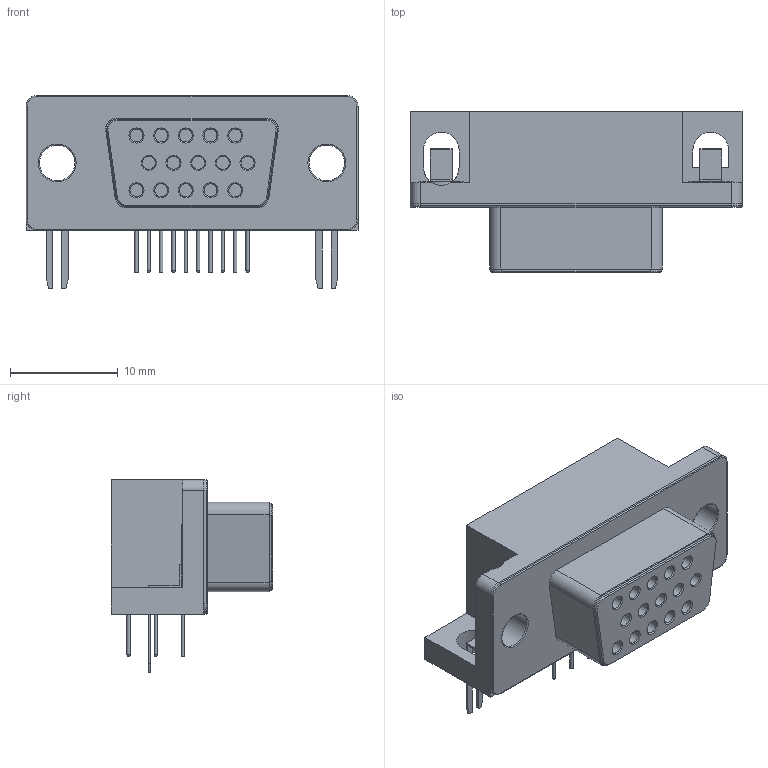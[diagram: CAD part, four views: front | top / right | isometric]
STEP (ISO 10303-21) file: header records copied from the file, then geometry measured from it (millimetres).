
FILE_DESCRIPTION(/* description */ ('model of DSUB-15-HD_Female_Horizontal_P2.29x1.98mm_EdgePinOffset3.03mm_Housed_MountingHolesOffset4.94mm'),/* implementation_level */ '2;1');
FILE_NAME(/* name */ 'DSUB-15-HD_Female_Horizontal_P2.29x1.98mm_EdgePinOffset3.03mm_Housed_MountingHolesOffset4.94mm.step',/* time_stamp */ '2019-01-05T14:15:23',/* author */ ('kicad StepUp','ksu'),/* organization */ ('FreeCAD'),/* preprocessor_version */ 'OCC',/* originating_system */ 'kicad StepUp',/* authorisation */ '');
FILE_SCHEMA(('AUTOMOTIVE_DESIGN { 1 0 10303 214 1 1 1 1 }'));
Length unit declared in the file: millimetre
Products named in the file (1): DSUB_30_female
Bounding box: 30.8 x 15 x 17.9 mm (x, y, z)
Volume: 3314.2 mm3; surface area: 2321.9 mm2
Topology: 2 solids, 3 shells, 213 faces, 464 edges, 289 vertices
Faces by surface type: plane 108, cylinder 62, cone 23, revolution 14, torus 6
Full cylindrical faces by diameter (mm): 0.3 x15, 1.2 x15, 3.3 x2, 4.1 x2
Entity records: 4529 total; most frequent: CARTESIAN_POINT 917, ORIENTED_EDGE 746, EDGE_CURVE 464, AXIS2_PLACEMENT_3D 340, VERTEX_POINT 289, LINE 260, FACE_BOUND 253, EDGE_LOOP 253
